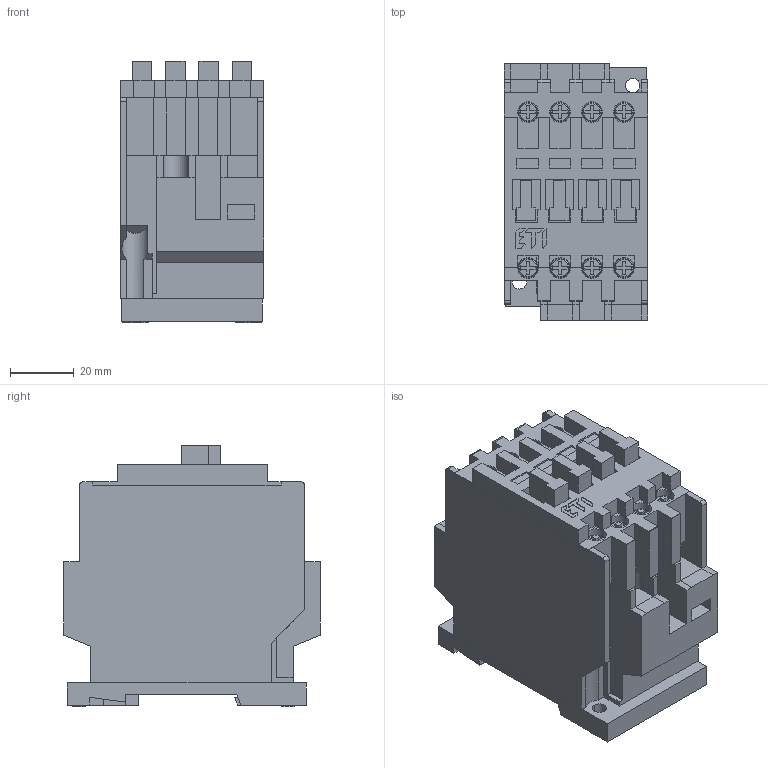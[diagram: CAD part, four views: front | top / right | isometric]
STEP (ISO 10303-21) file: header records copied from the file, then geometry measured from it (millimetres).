
FILE_DESCRIPTION((''),'2;1');
FILE_NAME('CES-6_ASM','2021-06-08T',('marketing.praksa'),('Audax d.o.o.'),'CREO PARAMETRIC BY PTC INC, 2017480','CREO PARAMETRIC BY PTC INC, 2017480','');
FILE_SCHEMA(('AUTOMOTIVE_DESIGN { 1 0 10303 214 1 1 1 1 }'));
Length unit declared in the file: millimetre
Products named in the file (13): 1169399616_6_1_1_2; PRT9550; PRT9551; PRT9552; PRT9553; PRT9554; PRT9555; PRT9556; PRT9557; PRT9558; PRT9559; WL_BASE; CES-6_ASM
Assembly tree (12 placements, depth 2):
  CES-6_ASM
    1169399616_6_1_1_2
    PRT9550
    PRT9551
    PRT9552
    PRT9553
    PRT9554
    PRT9555
    PRT9556
    PRT9557
    PRT9558
    PRT9559
    WL_BASE
Bounding box: 45 x 80.41 x 81.99 mm (x, y, z)
Volume: 207267.4 mm3; surface area: 47771.4 mm2
Topology: 17 solids, 17 shells, 817 faces, 2109 edges, 1369 vertices
Faces by surface type: plane 633, cylinder 139, torus 16, cone 16, extrusion 13
Entity records: 37877 total; most frequent: CARTESIAN_POINT 4719, ORIENTED_EDGE 4218, DIRECTION 4047, PRESENTATION_STYLE_ASSIGNMENT 2956, STYLED_ITEM 2956, CURVE_STYLE 2122, EDGE_CURVE 2109, VECTOR 1733
